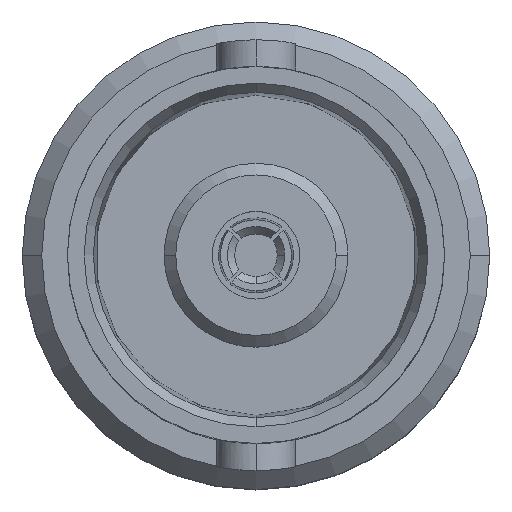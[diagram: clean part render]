
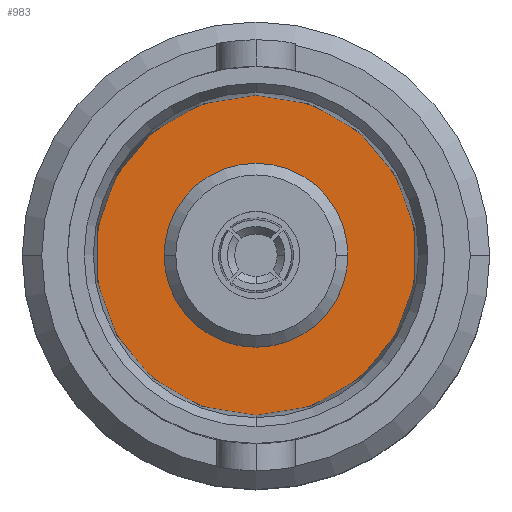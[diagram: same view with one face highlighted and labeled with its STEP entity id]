
A CAD part, top view. The second image highlights one B-rep face of the part: STEP entity #983.
In plain terms, the highlighted planar face has unit normal (0, 0, 1).
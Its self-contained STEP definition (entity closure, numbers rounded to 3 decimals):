
#48 = DIRECTION ( 'NONE',  ( 0., 0., 1. ) ) ;
#318 = EDGE_CURVE ( 'NONE', #2758, #3998, #6300, .T. ) ;
#417 = CIRCLE ( 'NONE', #2803, 2.36 ) ;
#609 = DIRECTION ( 'NONE',  ( 0., 0., -1. ) ) ;
#699 = AXIS2_PLACEMENT_3D ( 'NONE', #4052, #952, #4591 ) ;
#738 = VERTEX_POINT ( 'NONE', #5529 ) ;
#761 = DIRECTION ( 'NONE',  ( 0., 0., 1. ) ) ;
#781 = FACE_BOUND ( 'NONE', #1712, .T. ) ;
#952 = DIRECTION ( 'NONE',  ( 0., 0., 1. ) ) ;
#983 = ADVANCED_FACE ( 'NONE', ( #781, #6193 ), #4808, .F. ) ;
#1092 = DIRECTION ( 'NONE',  ( -1., 0., 0. ) ) ;
#1160 = CARTESIAN_POINT ( 'NONE',  ( 0., 4.11, -4.943 ) ) ;
#1177 = DIRECTION ( 'NONE',  ( 0., 0., 1. ) ) ;
#1625 = CARTESIAN_POINT ( 'NONE',  ( 0., 0., -4.943 ) ) ;
#1638 = CARTESIAN_POINT ( 'NONE',  ( 2.36, 0., -4.943 ) ) ;
#1712 = EDGE_LOOP ( 'NONE', ( #2506, #5741 ) ) ;
#1718 = CIRCLE ( 'NONE', #6384, 2.36 ) ;
#2300 = EDGE_CURVE ( 'NONE', #738, #3058, #1718, .T. ) ;
#2449 = AXIS2_PLACEMENT_3D ( 'NONE', #4203, #609, #5793 ) ;
#2506 = ORIENTED_EDGE ( 'NONE', *, *, #2524, .F. ) ;
#2524 = EDGE_CURVE ( 'NONE', #3058, #738, #417, .T. ) ;
#2758 = VERTEX_POINT ( 'NONE', #3441 ) ;
#2803 = AXIS2_PLACEMENT_3D ( 'NONE', #4301, #1177, #4835 ) ;
#3058 = VERTEX_POINT ( 'NONE', #1638 ) ;
#3441 = CARTESIAN_POINT ( 'NONE',  ( 0., -4.11, -4.943 ) ) ;
#3862 = CARTESIAN_POINT ( 'NONE',  ( 0., 0., -4.943 ) ) ;
#3998 = VERTEX_POINT ( 'NONE', #1160 ) ;
#4052 = CARTESIAN_POINT ( 'NONE',  ( 0., 0., -4.943 ) ) ;
#4203 = CARTESIAN_POINT ( 'NONE',  ( 0., 0., -4.943 ) ) ;
#4275 = EDGE_CURVE ( 'NONE', #3998, #2758, #4513, .T. ) ;
#4301 = CARTESIAN_POINT ( 'NONE',  ( 0., 0., -4.943 ) ) ;
#4404 = DIRECTION ( 'NONE',  ( -1., 0., 0. ) ) ;
#4513 = CIRCLE ( 'NONE', #699, 4.11 ) ;
#4591 = DIRECTION ( 'NONE',  ( -1., 0., 0. ) ) ;
#4808 = PLANE ( 'NONE',  #2449 ) ;
#4835 = DIRECTION ( 'NONE',  ( -1., 0., 0. ) ) ;
#5529 = CARTESIAN_POINT ( 'NONE',  ( -2.36, 0., -4.943 ) ) ;
#5665 = AXIS2_PLACEMENT_3D ( 'NONE', #3862, #761, #4404 ) ;
#5741 = ORIENTED_EDGE ( 'NONE', *, *, #2300, .F. ) ;
#5793 = DIRECTION ( 'NONE',  ( -1., 0., 0. ) ) ;
#6152 = ORIENTED_EDGE ( 'NONE', *, *, #4275, .T. ) ;
#6193 = FACE_OUTER_BOUND ( 'NONE', #6521, .T. ) ;
#6300 = CIRCLE ( 'NONE', #5665, 4.11 ) ;
#6316 = ORIENTED_EDGE ( 'NONE', *, *, #318, .T. ) ;
#6384 = AXIS2_PLACEMENT_3D ( 'NONE', #1625, #48, #1092 ) ;
#6521 = EDGE_LOOP ( 'NONE', ( #6316, #6152 ) ) ;
